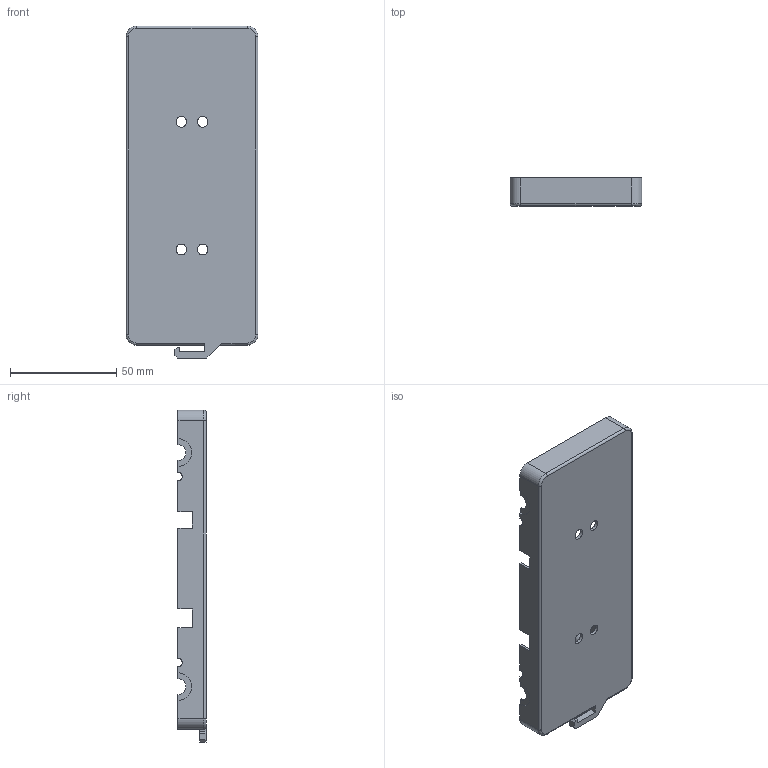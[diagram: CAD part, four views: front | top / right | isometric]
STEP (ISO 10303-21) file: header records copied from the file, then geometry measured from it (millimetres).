
FILE_DESCRIPTION(/* description */ (''),/* implementation_level */ '2;1');
FILE_NAME(/* name */ 'BODY_TOP v24.step',/* time_stamp */ '2023-11-16T16:57:52+09:00',/* author */ (''),/* organization */ (''),/* preprocessor_version */ 'ST-DEVELOPER v20',/* originating_system */ 'Autodesk Translation Framework v12.14.0.127',/* authorisation */ '');
FILE_SCHEMA (('AUTOMOTIVE_DESIGN { 1 0 10303 214 3 1 1 }'));
Length unit declared in the file: millimetre
Products named in the file (2): BODY_TOP; Boty_Under
Assembly tree (1 placements, depth 2):
  BODY_TOP
    Boty_Under
Bounding box: 62 x 13.2 x 156 mm (x, y, z)
Volume: 21999 mm3; surface area: 31804.8 mm2
Topology: 1 solids, 1 shells, 159 faces, 447 edges, 292 vertices
Faces by surface type: plane 112, cylinder 37, cone 6, torus 4
Full cylindrical faces by diameter (mm): 1.65 x1, 1.7 x5, 5 x4, 7 x2
Entity records: 5122 total; most frequent: CARTESIAN_POINT 895, ORIENTED_EDGE 882, DIRECTION 851, EDGE_CURVE 441, LINE 355, VECTOR 355, VERTEX_POINT 292, AXIS2_PLACEMENT_3D 248
